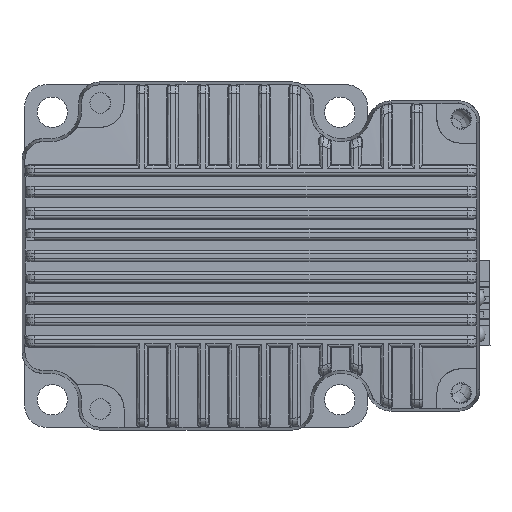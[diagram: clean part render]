
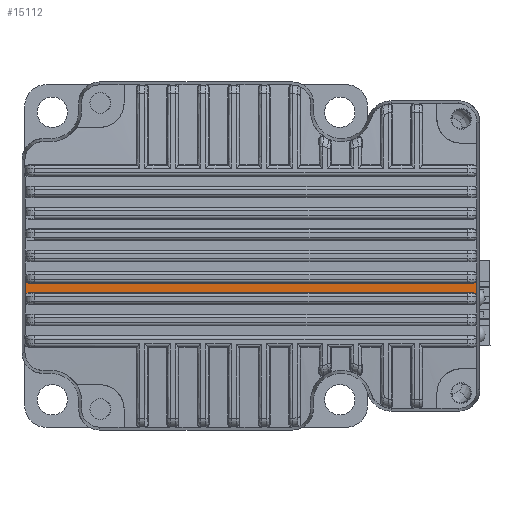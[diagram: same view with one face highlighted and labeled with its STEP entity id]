
A CAD part, front view. The second image highlights one B-rep face of the part: STEP entity #15112.
In plain terms, the highlighted cylindrical face has radius 272.359 mm (diameter 544.717 mm), a partial arc.
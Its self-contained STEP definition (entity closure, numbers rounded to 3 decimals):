
#330 = VERTEX_POINT ( 'NONE', #38369 ) ;
#606 = B_SPLINE_CURVE_WITH_KNOTS ( 'NONE', 3,
 ( #34836, #37568, #23528, #5785, #26536, #8764 ),
 .UNSPECIFIED., .F., .F.,
 ( 4, 2, 4 ),
 ( 0., 0., 0.001 ),
 .UNSPECIFIED. ) ;
#903 = CARTESIAN_POINT ( 'NONE',  ( 56.886, -108.076, 55.174 ) ) ;
#1741 = CARTESIAN_POINT ( 'NONE',  ( -16.712, -108.084, 55.541 ) ) ;
#1841 = VERTEX_POINT ( 'NONE', #8268 ) ;
#2777 = B_SPLINE_CURVE_WITH_KNOTS ( 'NONE', 3,
 ( #31344, #10562, #16495, #37301, #19501, #1741 ),
 .UNSPECIFIED., .F., .F.,
 ( 4, 2, 4 ),
 ( 0., 0., 0.001 ),
 .UNSPECIFIED. ) ;
#3192 = CARTESIAN_POINT ( 'NONE',  ( -17.211, -108.122, 57.6 ) ) ;
#3687 = VERTEX_POINT ( 'NONE', #24175 ) ;
#4281 = EDGE_CURVE ( 'NONE', #3687, #27442, #8308, .T. ) ;
#4353 = CARTESIAN_POINT ( 'NONE',  ( 56.886, -108.122, 57.6 ) ) ;
#4710 = EDGE_CURVE ( 'NONE', #5633, #27442, #17355, .T. ) ;
#5332 = DIRECTION ( 'NONE',  ( 1., 0., 0. ) ) ;
#5633 = VERTEX_POINT ( 'NONE', #34635 ) ;
#5785 = CARTESIAN_POINT ( 'NONE',  ( -17.157, -108.118, 57.339 ) ) ;
#5941 = CARTESIAN_POINT ( 'NONE',  ( -17.211, -108.122, 57.6 ) ) ;
#6000 = CARTESIAN_POINT ( 'NONE',  ( 56.386, -108.114, 57.1 ) ) ;
#6127 = CARTESIAN_POINT ( 'NONE',  ( 56.886, -108.12, 57.468 ) ) ;
#6293 = CARTESIAN_POINT ( 'NONE',  ( 184.931, -108.114, 57.1 ) ) ;
#7168 = ORIENTED_EDGE ( 'NONE', *, *, #4710, .F. ) ;
#8268 = CARTESIAN_POINT ( 'NONE',  ( -17.212, -108.073, 55.042 ) ) ;
#8308 = LINE ( 'NONE', #20214, #31981 ) ;
#8434 = DIRECTION ( 'NONE',  ( -1., 0., 0. ) ) ;
#8764 = CARTESIAN_POINT ( 'NONE',  ( -17.211, -108.122, 57.6 ) ) ;
#8882 =( BOUNDED_CURVE ( )  B_SPLINE_CURVE ( 3, ( #17932, #12029, #20953, #3192 ),
 .UNSPECIFIED., .F., .F. ) 
 B_SPLINE_CURVE_WITH_KNOTS ( ( 4, 4 ),
 ( 3.118, 3.127 ),
 .UNSPECIFIED. ) 
 CURVE ( )  GEOMETRIC_REPRESENTATION_ITEM ( )  RATIONAL_B_SPLINE_CURVE ( ( 1., 1., 1., 1. ) ) 
 REPRESENTATION_ITEM ( '' )  );
#9276 = DIRECTION ( 'NONE',  ( -1., 0., 0. ) ) ;
#9331 = LINE ( 'NONE', #6293, #24159 ) ;
#9442 = ORIENTED_EDGE ( 'NONE', *, *, #34749, .F. ) ;
#10562 = CARTESIAN_POINT ( 'NONE',  ( -17.212, -108.076, 55.174 ) ) ;
#11654 = CARTESIAN_POINT ( 'NONE',  ( 184.931, 164.208, 61.57 ) ) ;
#12029 = CARTESIAN_POINT ( 'NONE',  ( -17.211, -108.093, 55.894 ) ) ;
#12739 = VERTEX_POINT ( 'NONE', #24639 ) ;
#12864 = CARTESIAN_POINT ( 'NONE',  ( 56.518, -108.084, 55.541 ) ) ;
#12885 =( BOUNDED_CURVE ( )  B_SPLINE_CURVE ( 3, ( #4353, #25220, #34205, #16374 ),
 .UNSPECIFIED., .F., .T. ) 
 B_SPLINE_CURVE_WITH_KNOTS ( ( 4, 4 ),
 ( 0.015, 0.024 ),
 .UNSPECIFIED. ) 
 CURVE ( )  GEOMETRIC_REPRESENTATION_ITEM ( )  RATIONAL_B_SPLINE_CURVE ( ( 1., 1., 1., 1. ) ) 
 REPRESENTATION_ITEM ( '' )  );
#13404 = ORIENTED_EDGE ( 'NONE', *, *, #21927, .T. ) ;
#13859 = ORIENTED_EDGE ( 'NONE', *, *, #15454, .T. ) ;
#15020 = CARTESIAN_POINT ( 'NONE',  ( 56.647, -108.115, 57.154 ) ) ;
#15112 = ADVANCED_FACE ( 'NONE', ( #24187 ), #23261, .T. ) ;
#15454 = EDGE_CURVE ( 'NONE', #1841, #3687, #2777, .T. ) ;
#16374 = CARTESIAN_POINT ( 'NONE',  ( 56.886, -108.073, 55.042 ) ) ;
#16495 = CARTESIAN_POINT ( 'NONE',  ( -17.158, -108.079, 55.303 ) ) ;
#16814 = ORIENTED_EDGE ( 'NONE', *, *, #23586, .F. ) ;
#17355 = B_SPLINE_CURVE_WITH_KNOTS ( 'NONE', 3,
 ( #27655, #903, #36499, #30656, #12864, #33616 ),
 .UNSPECIFIED., .F., .F.,
 ( 4, 2, 4 ),
 ( 0., 0., 0.001 ),
 .UNSPECIFIED. ) ;
#17694 = DIRECTION ( 'NONE',  ( 0., 0., 1. ) ) ;
#17932 = CARTESIAN_POINT ( 'NONE',  ( -17.212, -108.073, 55.042 ) ) ;
#17980 = CARTESIAN_POINT ( 'NONE',  ( 56.386, -108.114, 57.1 ) ) ;
#19206 = ORIENTED_EDGE ( 'NONE', *, *, #4281, .T. ) ;
#19501 = CARTESIAN_POINT ( 'NONE',  ( -16.844, -108.084, 55.541 ) ) ;
#20214 = CARTESIAN_POINT ( 'NONE',  ( 184.931, -108.084, 55.541 ) ) ;
#20953 = CARTESIAN_POINT ( 'NONE',  ( -17.211, -108.11, 56.747 ) ) ;
#21927 = EDGE_CURVE ( 'NONE', #330, #28869, #606, .T. ) ;
#21999 = AXIS2_PLACEMENT_3D ( 'NONE', #11654, #8434, #17694 ) ;
#23261 = CYLINDRICAL_SURFACE ( 'NONE', #21999, 272.359 ) ;
#23528 = CARTESIAN_POINT ( 'NONE',  ( -16.972, -108.115, 57.154 ) ) ;
#23586 = EDGE_CURVE ( 'NONE', #12739, #5633, #12885, .T. ) ;
#24159 = VECTOR ( 'NONE', #9276, 1000. ) ;
#24175 = CARTESIAN_POINT ( 'NONE',  ( -16.712, -108.084, 55.541 ) ) ;
#24187 = FACE_OUTER_BOUND ( 'NONE', #38178, .T. ) ;
#24639 = CARTESIAN_POINT ( 'NONE',  ( 56.886, -108.122, 57.6 ) ) ;
#25210 = EDGE_CURVE ( 'NONE', #37585, #330, #9331, .T. ) ;
#25220 = CARTESIAN_POINT ( 'NONE',  ( 56.886, -108.11, 56.747 ) ) ;
#26536 = CARTESIAN_POINT ( 'NONE',  ( -17.211, -108.12, 57.468 ) ) ;
#26861 = CARTESIAN_POINT ( 'NONE',  ( 56.886, -108.122, 57.6 ) ) ;
#27019 = EDGE_CURVE ( 'NONE', #12739, #37585, #32900, .T. ) ;
#27442 = VERTEX_POINT ( 'NONE', #32027 ) ;
#27655 = CARTESIAN_POINT ( 'NONE',  ( 56.886, -108.073, 55.042 ) ) ;
#28869 = VERTEX_POINT ( 'NONE', #5941 ) ;
#30656 = CARTESIAN_POINT ( 'NONE',  ( 56.648, -108.083, 55.487 ) ) ;
#31344 = CARTESIAN_POINT ( 'NONE',  ( -17.212, -108.073, 55.042 ) ) ;
#31981 = VECTOR ( 'NONE', #5332, 1000. ) ;
#32027 = CARTESIAN_POINT ( 'NONE',  ( 56.386, -108.084, 55.541 ) ) ;
#32851 = CARTESIAN_POINT ( 'NONE',  ( 56.831, -108.118, 57.339 ) ) ;
#32900 = B_SPLINE_CURVE_WITH_KNOTS ( 'NONE', 3,
 ( #26861, #6127, #32851, #15020, #35835, #17980 ),
 .UNSPECIFIED., .F., .F.,
 ( 4, 2, 4 ),
 ( 0., 0., 0.001 ),
 .UNSPECIFIED. ) ;
#33616 = CARTESIAN_POINT ( 'NONE',  ( 56.386, -108.084, 55.541 ) ) ;
#34205 = CARTESIAN_POINT ( 'NONE',  ( 56.886, -108.093, 55.894 ) ) ;
#34635 = CARTESIAN_POINT ( 'NONE',  ( 56.886, -108.073, 55.042 ) ) ;
#34749 = EDGE_CURVE ( 'NONE', #1841, #28869, #8882, .T. ) ;
#34836 = CARTESIAN_POINT ( 'NONE',  ( -16.711, -108.114, 57.1 ) ) ;
#35333 = ORIENTED_EDGE ( 'NONE', *, *, #25210, .T. ) ;
#35835 = CARTESIAN_POINT ( 'NONE',  ( 56.518, -108.114, 57.1 ) ) ;
#36499 = CARTESIAN_POINT ( 'NONE',  ( 56.832, -108.079, 55.303 ) ) ;
#37301 = CARTESIAN_POINT ( 'NONE',  ( -16.973, -108.083, 55.487 ) ) ;
#37568 = CARTESIAN_POINT ( 'NONE',  ( -16.843, -108.114, 57.1 ) ) ;
#37585 = VERTEX_POINT ( 'NONE', #6000 ) ;
#38132 = ORIENTED_EDGE ( 'NONE', *, *, #27019, .T. ) ;
#38178 = EDGE_LOOP ( 'NONE', ( #9442, #13859, #19206, #7168, #16814, #38132, #35333, #13404 ) ) ;
#38369 = CARTESIAN_POINT ( 'NONE',  ( -16.711, -108.114, 57.1 ) ) ;
